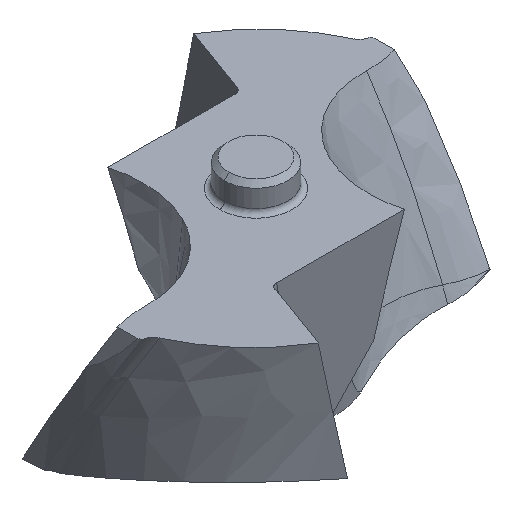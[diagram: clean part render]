
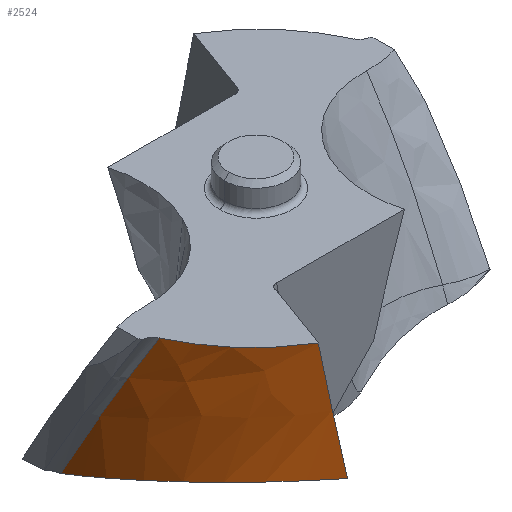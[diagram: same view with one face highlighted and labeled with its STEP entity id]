
A CAD part, isometric view. The second image highlights one B-rep face of the part: STEP entity #2524.
In plain terms, the highlighted free-form (B-spline) face has degree [3, 3] with [7, 5] control points.
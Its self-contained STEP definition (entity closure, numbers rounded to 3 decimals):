
#186=CARTESIAN_POINT('',(-3.203,-5.146,
0.));
#187=CARTESIAN_POINT('',(-3.621,-4.895,
0.));
#188=CARTESIAN_POINT('',(-4.565,-4.157,
0.));
#189=CARTESIAN_POINT('',(-5.255,-3.167,
0.));
#190=CARTESIAN_POINT('',(-5.549,-2.531,
0.));
#788=CARTESIAN_POINT('',(-6.101,-0.012,
-4.641));
#795=CARTESIAN_POINT('',(-2.599,-5.451,
-3.809));
#796=CARTESIAN_POINT('',(-2.688,-5.409,
-3.793));
#797=CARTESIAN_POINT('',(-2.862,-5.324,
-3.763));
#798=CARTESIAN_POINT('',(-3.115,-5.184,
-3.725));
#799=CARTESIAN_POINT('',(-3.359,-5.033,
-3.694));
#800=CARTESIAN_POINT('',(-3.595,-4.873,
-3.67));
#801=CARTESIAN_POINT('',(-3.821,-4.703,
-3.654));
#802=CARTESIAN_POINT('',(-4.037,-4.525,
-3.644));
#803=CARTESIAN_POINT('',(-4.243,-4.338,
-3.641));
#804=CARTESIAN_POINT('',(-4.44,-4.143,
-3.645));
#805=CARTESIAN_POINT('',(-4.627,-3.939,
-3.656));
#806=CARTESIAN_POINT('',(-4.805,-3.726,
-3.674));
#807=CARTESIAN_POINT('',(-4.974,-3.504,
-3.699));
#808=CARTESIAN_POINT('',(-5.132,-3.275,
-3.73));
#809=CARTESIAN_POINT('',(-5.279,-3.039,
-3.768));
#810=CARTESIAN_POINT('',(-5.415,-2.795,
-3.813));
#811=CARTESIAN_POINT('',(-5.541,-2.543,
-3.864));
#812=CARTESIAN_POINT('',(-5.654,-2.286,
-3.923));
#813=CARTESIAN_POINT('',(-5.755,-2.023,
-3.988));
#814=CARTESIAN_POINT('',(-5.844,-1.754,
-4.06));
#815=CARTESIAN_POINT('',(-5.921,-1.478,
-4.139));
#816=CARTESIAN_POINT('',(-5.985,-1.194,
-4.225));
#817=CARTESIAN_POINT('',(-6.036,-0.905,
-4.319));
#818=CARTESIAN_POINT('',(-6.073,-0.611,
-4.419));
#819=CARTESIAN_POINT('',(-6.096,-0.313,
-4.526));
#820=CARTESIAN_POINT('',(-6.101,-0.113,
-4.602));
#821=CARTESIAN_POINT('',(-6.101,-0.012,
-4.641));
#823=CARTESIAN_POINT('',(-6.101,-0.012,
-4.641));
#824=CARTESIAN_POINT('',(-6.104,-0.503,
-3.733));
#825=CARTESIAN_POINT('',(-6.,-1.357,
-2.186));
#826=CARTESIAN_POINT('',(-5.703,-2.194,
-0.639));
#827=CARTESIAN_POINT('',(-5.549,-2.531,
0.));
#829=CARTESIAN_POINT('',(-3.203,-5.146,
0.));
#830=CARTESIAN_POINT('',(-3.169,-5.158,
-0.203));
#831=CARTESIAN_POINT('',(-3.104,-5.181,
-0.597));
#832=CARTESIAN_POINT('',(-3.012,-5.215,
-1.153));
#833=CARTESIAN_POINT('',(-2.927,-5.25,
-1.675));
#834=CARTESIAN_POINT('',(-2.85,-5.285,
-2.155));
#835=CARTESIAN_POINT('',(-2.753,-5.338,
-2.771));
#836=CARTESIAN_POINT('',(-2.672,-5.392,
-3.306));
#837=CARTESIAN_POINT('',(-2.623,-5.431,
-3.646));
#838=CARTESIAN_POINT('',(-2.599,-5.451,
-3.809));
#990=CARTESIAN_POINT('',(-3.203,-5.146,
0.));
#991=VERTEX_POINT('',#990);
#992=VERTEX_POINT('',#190);
#1025=VERTEX_POINT('',#788);
#1026=VERTEX_POINT('',#795);
#2481=CARTESIAN_POINT('',(-2.851,-5.388,
-4.688));
#2482=CARTESIAN_POINT('',(-2.485,-5.505,
-3.764));
#2483=CARTESIAN_POINT('',(-1.745,-5.725,
-2.187));
#2484=CARTESIAN_POINT('',(-0.806,-5.928,
-0.609));
#2485=CARTESIAN_POINT('',(-0.384,-6.003,
0.044));
#2486=CARTESIAN_POINT('',(-2.913,-5.355,
-4.688));
#2487=CARTESIAN_POINT('',(-2.549,-5.478,
-3.764));
#2488=CARTESIAN_POINT('',(-1.811,-5.708,
-2.187));
#2489=CARTESIAN_POINT('',(-0.874,-5.92,
-0.609));
#2490=CARTESIAN_POINT('',(-0.453,-5.999,
0.044));
#2491=CARTESIAN_POINT('',(-3.6,-4.978,
-4.688));
#2492=CARTESIAN_POINT('',(-3.251,-5.165,
-3.764));
#2493=CARTESIAN_POINT('',(-2.541,-5.505,
-2.187));
#2494=CARTESIAN_POINT('',(-1.632,-5.827,
-0.609));
#2495=CARTESIAN_POINT('',(-1.222,-5.951,
0.044));
#2496=CARTESIAN_POINT('',(-4.766,-4.004,
-4.688));
#2497=CARTESIAN_POINT('',(-4.472,-4.308,
-3.764));
#2498=CARTESIAN_POINT('',(-3.855,-4.846,
-2.187));
#2499=CARTESIAN_POINT('',(-3.039,-5.366,
-0.609));
#2500=CARTESIAN_POINT('',(-2.668,-5.573,
0.044));
#2501=CARTESIAN_POINT('',(-5.863,-2.106,
-4.688));
#2502=CARTESIAN_POINT('',(-5.702,-2.54,
-3.764));
#2503=CARTESIAN_POINT('',(-5.309,-3.3,
-2.187));
#2504=CARTESIAN_POINT('',(-4.718,-4.043,
-0.609));
#2505=CARTESIAN_POINT('',(-4.44,-4.342,
0.044));
#2506=CARTESIAN_POINT('',(-6.109,-0.656,
-4.688));
#2507=CARTESIAN_POINT('',(-6.06,-1.141,
-3.764));
#2508=CARTESIAN_POINT('',(-5.862,-1.989,
-2.187));
#2509=CARTESIAN_POINT('',(-5.464,-2.819,
-0.609));
#2510=CARTESIAN_POINT('',(-5.266,-3.154,
0.044));
#2511=CARTESIAN_POINT('',(-6.1,0.078,
-4.688));
#2512=CARTESIAN_POINT('',(-6.111,-0.422,
-3.764));
#2513=CARTESIAN_POINT('',(-6.015,-1.295,
-2.187));
#2514=CARTESIAN_POINT('',(-5.72,-2.151,
-0.609));
#2515=CARTESIAN_POINT('',(-5.565,-2.496,
0.044));
#2516=B_SPLINE_SURFACE_WITH_KNOTS('',3,3,((#2481,#2482,#2483,#2484,#2485),
(#2486,#2487,#2488,#2489,#2490),(#2491,#2492,#2493,#2494,#2495),(#2496,#2497,
#2498,#2499,#2500),(#2501,#2502,#2503,#2504,#2505),(#2506,#2507,#2508,#2509,
#2510),(#2511,#2512,#2513,#2514,#2515)),.UNSPECIFIED.,.F.,.F.,.F.,(4,1,1,1,4),
(4,1,4),(0.225,0.25,0.5,0.75,1.008),(
0.072,3.272,5.535),.UNSPECIFIED.);
#2517=ORIENTED_EDGE('',*,*,#1714,.T.);
#2518=ORIENTED_EDGE('',*,*,#2468,.T.);
#2519=ORIENTED_EDGE('',*,*,#1318,.F.);
#2521=ORIENTED_EDGE('',*,*,#2520,.T.);
#2522=EDGE_LOOP('',(#2517,#2518,#2519,#2521));
#2523=FACE_OUTER_BOUND('',#2522,.F.);
#191=B_SPLINE_CURVE_WITH_KNOTS('',3,(#186,#187,#188,#189,#190),.UNSPECIFIED.,
.F.,.F.,(4,1,4),(0.,0.411,1.),.UNSPECIFIED.);
#822=B_SPLINE_CURVE_WITH_KNOTS('',3,(#795,#796,#797,#798,#799,#800,#801,#802,
#803,#804,#805,#806,#807,#808,#809,#810,#811,#812,#813,#814,#815,#816,#817,#818,
#819,#820,#821),.UNSPECIFIED.,.F.,.F.,(4,1,1,1,1,1,1,1,1,1,1,1,1,1,1,1,1,1,1,1,
1,1,1,1,4),(0.,0.042,0.083,0.125,0.167,
0.208,0.25,0.292,0.333,0.375,
0.417,0.458,0.5,0.542,0.583,
0.625,0.667,0.708,0.75,0.792,
0.833,0.875,0.917,0.958,1.),
.UNSPECIFIED.);
#828=B_SPLINE_CURVE_WITH_KNOTS('',3,(#823,#824,#825,#826,#827),.UNSPECIFIED.,
.F.,.F.,(4,1,4),(0.,0.587,1.),.UNSPECIFIED.);
#839=B_SPLINE_CURVE_WITH_KNOTS('',3,(#829,#830,#831,#832,#833,#834,#835,#836,
#837,#838),.UNSPECIFIED.,.F.,.F.,(4,1,1,1,1,1,1,4),(0.,0.143,
0.286,0.429,0.571,0.714,
0.857,1.),.UNSPECIFIED.);
#1318=EDGE_CURVE('',#991,#992,#191,.T.);
#1714=EDGE_CURVE('',#1026,#1025,#822,.T.);
#2468=EDGE_CURVE('',#1025,#992,#828,.T.);
#2520=EDGE_CURVE('',#991,#1026,#839,.T.);
#2524=ADVANCED_FACE('',(#2523),#2516,.F.);
